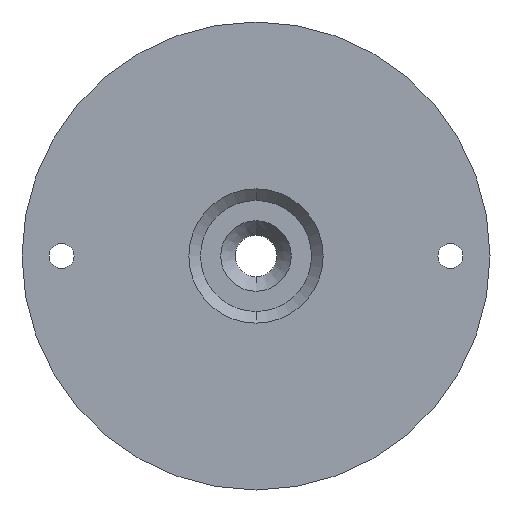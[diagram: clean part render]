
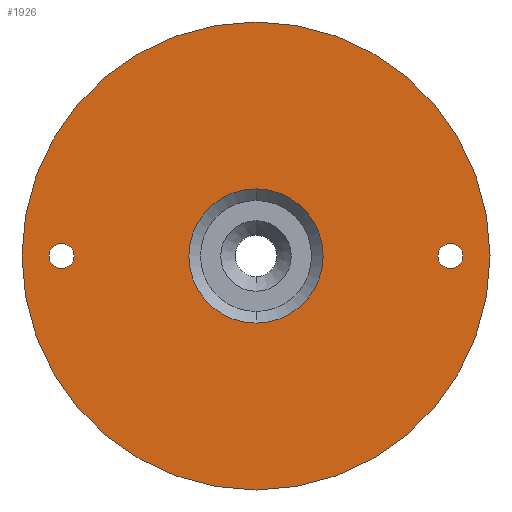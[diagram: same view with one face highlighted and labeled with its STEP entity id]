
A CAD part, front view. The second image highlights one B-rep face of the part: STEP entity #1926.
In plain terms, the highlighted planar face has unit normal (0, -1, 0).
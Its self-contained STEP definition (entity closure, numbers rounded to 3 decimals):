
#33 = VERTEX_POINT ( 'NONE', #1848 ) ;
#47 = DIRECTION ( 'NONE',  ( 0., 1., 0. ) ) ;
#59 = ORIENTED_EDGE ( 'NONE', *, *, #2183, .T. ) ;
#62 = EDGE_LOOP ( 'NONE', ( #372, #2049 ) ) ;
#99 = VERTEX_POINT ( 'NONE', #632 ) ;
#102 = CARTESIAN_POINT ( 'NONE',  ( -14., 0., 0. ) ) ;
#142 = DIRECTION ( 'NONE',  ( 0., -1., 0. ) ) ;
#169 = AXIS2_PLACEMENT_3D ( 'NONE', #2276, #1899, #2286 ) ;
#247 = DIRECTION ( 'NONE',  ( 0., 0., 1. ) ) ;
#252 = EDGE_CURVE ( 'NONE', #33, #1318, #882, .T. ) ;
#271 = CIRCLE ( 'NONE', #587, 4.836 ) ;
#285 = AXIS2_PLACEMENT_3D ( 'NONE', #2329, #142, #535 ) ;
#321 = DIRECTION ( 'NONE',  ( 0., -1., 0. ) ) ;
#372 = ORIENTED_EDGE ( 'NONE', *, *, #1845, .F. ) ;
#419 = CIRCLE ( 'NONE', #2179, 16.85 ) ;
#437 = DIRECTION ( 'NONE',  ( 0., 1., 0. ) ) ;
#446 = VERTEX_POINT ( 'NONE', #2360 ) ;
#532 = ORIENTED_EDGE ( 'NONE', *, *, #1141, .F. ) ;
#535 = DIRECTION ( 'NONE',  ( 0., 0., 1. ) ) ;
#539 = CIRCLE ( 'NONE', #1366, 4.836 ) ;
#587 = AXIS2_PLACEMENT_3D ( 'NONE', #2020, #1142, #1127 ) ;
#588 = CARTESIAN_POINT ( 'NONE',  ( 14., 0., 0. ) ) ;
#621 = EDGE_CURVE ( 'NONE', #2349, #1189, #539, .T. ) ;
#623 = FACE_OUTER_BOUND ( 'NONE', #2090, .T. ) ;
#627 = PLANE ( 'NONE',  #1824 ) ;
#632 = CARTESIAN_POINT ( 'NONE',  ( 14., 0., -0.9 ) ) ;
#635 = CARTESIAN_POINT ( 'NONE',  ( 0., 0., 0. ) ) ;
#665 = CARTESIAN_POINT ( 'NONE',  ( 0., 0., -4.836 ) ) ;
#681 = DIRECTION ( 'NONE',  ( 0., -1., 0. ) ) ;
#744 = VERTEX_POINT ( 'NONE', #1446 ) ;
#796 = EDGE_LOOP ( 'NONE', ( #1651, #1430 ) ) ;
#824 = EDGE_CURVE ( 'NONE', #1291, #99, #1498, .T. ) ;
#837 = ORIENTED_EDGE ( 'NONE', *, *, #1887, .F. ) ;
#882 = CIRCLE ( 'NONE', #1870, 0.9 ) ;
#907 = DIRECTION ( 'NONE',  ( 0., 0., 1. ) ) ;
#1000 = DIRECTION ( 'NONE',  ( 0., 0., 1. ) ) ;
#1068 = CARTESIAN_POINT ( 'NONE',  ( -14., 0., -0.9 ) ) ;
#1122 = CIRCLE ( 'NONE', #285, 0.9 ) ;
#1127 = DIRECTION ( 'NONE',  ( 0., 0., 1. ) ) ;
#1141 = EDGE_CURVE ( 'NONE', #744, #446, #1826, .T. ) ;
#1142 = DIRECTION ( 'NONE',  ( 0., -1., 0. ) ) ;
#1169 = CARTESIAN_POINT ( 'NONE',  ( 0., 0., 4.836 ) ) ;
#1189 = VERTEX_POINT ( 'NONE', #665 ) ;
#1291 = VERTEX_POINT ( 'NONE', #1947 ) ;
#1313 = EDGE_CURVE ( 'NONE', #1318, #33, #1122, .T. ) ;
#1318 = VERTEX_POINT ( 'NONE', #1068 ) ;
#1366 = AXIS2_PLACEMENT_3D ( 'NONE', #1736, #321, #2324 ) ;
#1430 = ORIENTED_EDGE ( 'NONE', *, *, #1313, .F. ) ;
#1434 = CIRCLE ( 'NONE', #2064, 0.9 ) ;
#1441 = CARTESIAN_POINT ( 'NONE',  ( 14., 0., 0. ) ) ;
#1446 = CARTESIAN_POINT ( 'NONE',  ( 0., 0., 16.85 ) ) ;
#1498 = CIRCLE ( 'NONE', #2002, 0.9 ) ;
#1651 = ORIENTED_EDGE ( 'NONE', *, *, #252, .F. ) ;
#1736 = CARTESIAN_POINT ( 'NONE',  ( 0., 0., 0. ) ) ;
#1789 = FACE_BOUND ( 'NONE', #796, .T. ) ;
#1821 = FACE_BOUND ( 'NONE', #2023, .T. ) ;
#1824 = AXIS2_PLACEMENT_3D ( 'NONE', #2058, #437, #247 ) ;
#1826 = CIRCLE ( 'NONE', #169, 16.85 ) ;
#1845 = EDGE_CURVE ( 'NONE', #1189, #2349, #271, .T. ) ;
#1848 = CARTESIAN_POINT ( 'NONE',  ( -14., 0., 0.9 ) ) ;
#1855 = DIRECTION ( 'NONE',  ( 0., 0., 1. ) ) ;
#1856 = ORIENTED_EDGE ( 'NONE', *, *, #824, .T. ) ;
#1870 = AXIS2_PLACEMENT_3D ( 'NONE', #102, #681, #2152 ) ;
#1879 = DIRECTION ( 'NONE',  ( 0., 1., 0. ) ) ;
#1887 = EDGE_CURVE ( 'NONE', #446, #744, #419, .T. ) ;
#1899 = DIRECTION ( 'NONE',  ( 0., 1., 0. ) ) ;
#1901 = FACE_BOUND ( 'NONE', #62, .T. ) ;
#1926 = ADVANCED_FACE ( 'NONE', ( #1821, #1789, #1901, #623 ), #627, .F. ) ;
#1947 = CARTESIAN_POINT ( 'NONE',  ( 14., 0., 0.9 ) ) ;
#2002 = AXIS2_PLACEMENT_3D ( 'NONE', #1441, #2338, #907 ) ;
#2020 = CARTESIAN_POINT ( 'NONE',  ( 0., 0., 0. ) ) ;
#2023 = EDGE_LOOP ( 'NONE', ( #1856, #59 ) ) ;
#2049 = ORIENTED_EDGE ( 'NONE', *, *, #621, .F. ) ;
#2058 = CARTESIAN_POINT ( 'NONE',  ( 0., 0., 0. ) ) ;
#2064 = AXIS2_PLACEMENT_3D ( 'NONE', #588, #47, #1855 ) ;
#2090 = EDGE_LOOP ( 'NONE', ( #837, #532 ) ) ;
#2152 = DIRECTION ( 'NONE',  ( 0., 0., 1. ) ) ;
#2179 = AXIS2_PLACEMENT_3D ( 'NONE', #635, #1879, #1000 ) ;
#2183 = EDGE_CURVE ( 'NONE', #99, #1291, #1434, .T. ) ;
#2276 = CARTESIAN_POINT ( 'NONE',  ( 0., 0., 0. ) ) ;
#2286 = DIRECTION ( 'NONE',  ( 0., 0., 1. ) ) ;
#2324 = DIRECTION ( 'NONE',  ( 0., 0., 1. ) ) ;
#2329 = CARTESIAN_POINT ( 'NONE',  ( -14., 0., 0. ) ) ;
#2338 = DIRECTION ( 'NONE',  ( 0., 1., 0. ) ) ;
#2349 = VERTEX_POINT ( 'NONE', #1169 ) ;
#2360 = CARTESIAN_POINT ( 'NONE',  ( 0., 0., -16.85 ) ) ;
